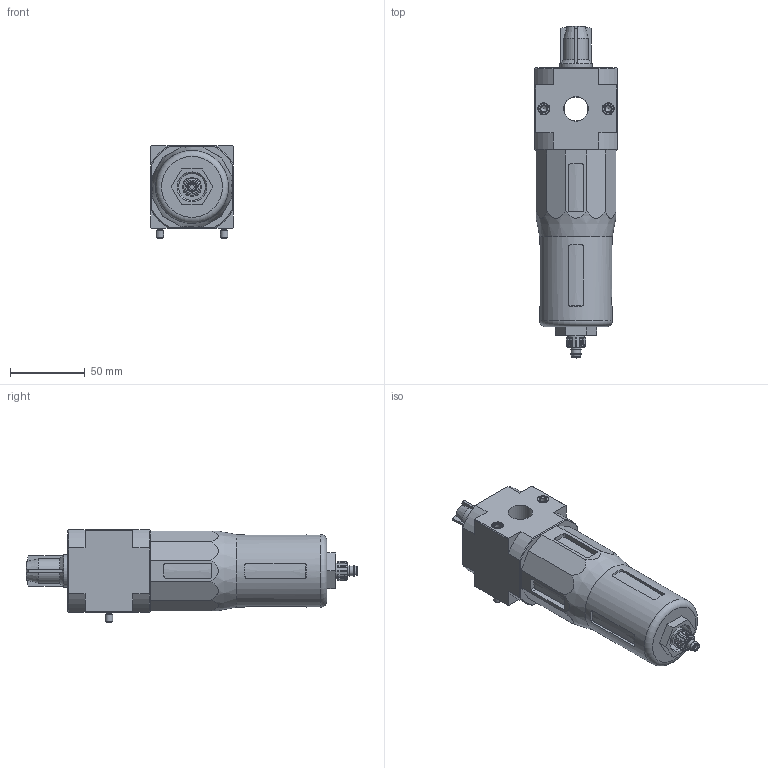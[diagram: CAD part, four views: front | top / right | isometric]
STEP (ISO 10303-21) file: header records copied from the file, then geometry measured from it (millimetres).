
FILE_DESCRIPTION(/* description */ ('STEP AP214'),/* implementation_level */ '2;1');
FILE_NAME(/* name */ '532838_LFMA-D-MIDI-DA',/* time_stamp */ '2024-09-03T15:20:02+02:00',/* author */ ('License CC BY-ND 4.0'),/* organization */ ('CADENAS'),/* preprocessor_version */ 'ST-DEVELOPER v19.3',/* originating_system */ 'PARTsolutions',/* authorisation */ ' ');
FILE_SCHEMA (('AUTOMOTIVE_DESIGN {1 0 10303 214 3 1 1}'));
Length unit declared in the file: millimetre
Products named in the file (4): 532838 LFMA-D-MIDI-DA; 670977 LFMA-D-MIDI-DA; 351358 FRB-D-MIDI; 648415 LF
Assembly tree (4 placements, depth 2):
  532838 LFMA-D-MIDI-DA
    670977 LFMA-D-MIDI-DA
    351358 FRB-D-MIDI  x2
    648415 LF
Bounding box: 55 x 222.2 x 61.8 mm (x, y, z)
Volume: 390999.3 mm3; surface area: 50110.9 mm2
Topology: 4 solids, 4 shells, 280 faces, 715 edges, 465 vertices
Faces by surface type: plane 145, cylinder 81, cone 36, torus 17, sphere 1
Full cylindrical faces by diameter (mm): 3 x1, 3.7 x2, 4.134 x2, 5 x2, 5.6 x1, 6.4 x1, 6.8 x1, 7 x2, 7.1 x1, 9 x1, 11.2 x1, 12.6 x1, 16 x1, 16.4 x1, 18 x1, 22 x1, 22.2 x1, 26.4 x1, 30.8 x1, 48.7 x1, 52 x1
Entity records: 9499 total; most frequent: CARTESIAN_POINT 1925, ORIENTED_EDGE 1270, DIRECTION 1228, EDGE_CURVE 635, AXIS2_PLACEMENT_3D 473, VERTEX_POINT 438, FACE_BOUND 339, EDGE_LOOP 338
